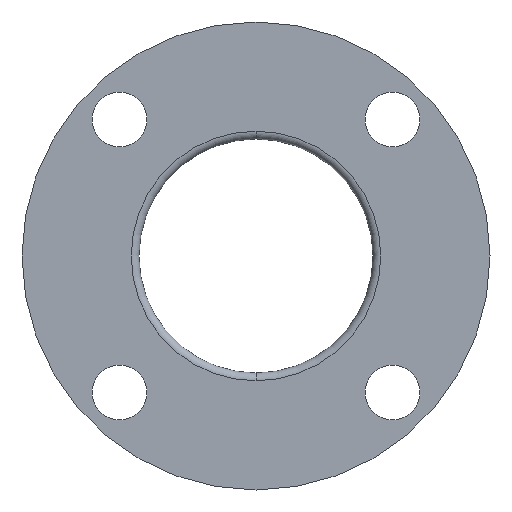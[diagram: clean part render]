
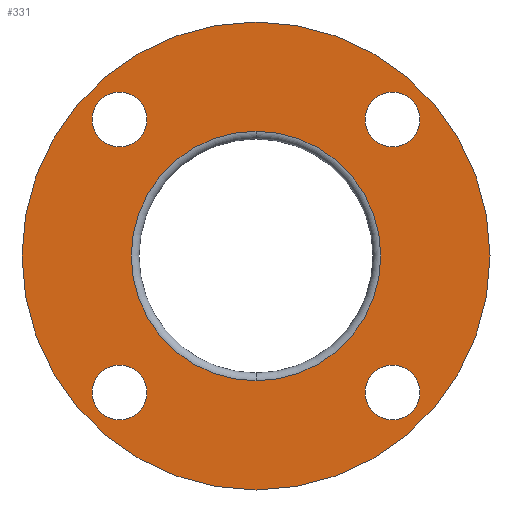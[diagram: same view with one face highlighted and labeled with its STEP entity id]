
A CAD part, front view. The second image highlights one B-rep face of the part: STEP entity #331.
In plain terms, the highlighted planar face has unit normal (0, -1, 0).
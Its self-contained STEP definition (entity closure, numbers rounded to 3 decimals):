
#3 = AXIS2_PLACEMENT_3D ( 'NONE', #324, #352, #338 ) ;
#7 = ORIENTED_EDGE ( 'NONE', *, *, #253, .T. ) ;
#8 = VERTEX_POINT ( 'NONE', #378 ) ;
#12 = DIRECTION ( 'NONE',  ( 0., 0., 1. ) ) ;
#13 = CARTESIAN_POINT ( 'NONE',  ( 17.5, -4.5, -17.5 ) ) ;
#18 = ORIENTED_EDGE ( 'NONE', *, *, #441, .F. ) ;
#24 = DIRECTION ( 'NONE',  ( 0., 0., 1. ) ) ;
#30 = CARTESIAN_POINT ( 'NONE',  ( 17.5, -4.5, 17.5 ) ) ;
#33 = CARTESIAN_POINT ( 'NONE',  ( 0., -4.5, 0. ) ) ;
#35 = CARTESIAN_POINT ( 'NONE',  ( 0., -4.5, 16. ) ) ;
#39 = VERTEX_POINT ( 'NONE', #658 ) ;
#44 = CARTESIAN_POINT ( 'NONE',  ( -17.5, -4.5, 21. ) ) ;
#54 = EDGE_LOOP ( 'NONE', ( #479, #467 ) ) ;
#59 = AXIS2_PLACEMENT_3D ( 'NONE', #117, #596, #458 ) ;
#63 = DIRECTION ( 'NONE',  ( 0., 0., 1. ) ) ;
#67 = VERTEX_POINT ( 'NONE', #369 ) ;
#71 = CIRCLE ( 'NONE', #576, 3.5 ) ;
#72 = EDGE_LOOP ( 'NONE', ( #18, #134 ) ) ;
#83 = DIRECTION ( 'NONE',  ( 0., 1., 0. ) ) ;
#88 = DIRECTION ( 'NONE',  ( 0., 0., 1. ) ) ;
#90 = DIRECTION ( 'NONE',  ( 0., 1., 0. ) ) ;
#91 = ORIENTED_EDGE ( 'NONE', *, *, #325, .T. ) ;
#99 = AXIS2_PLACEMENT_3D ( 'NONE', #209, #365, #701 ) ;
#101 = DIRECTION ( 'NONE',  ( 0., 1., 0. ) ) ;
#103 = VERTEX_POINT ( 'NONE', #423 ) ;
#105 = VERTEX_POINT ( 'NONE', #691 ) ;
#117 = CARTESIAN_POINT ( 'NONE',  ( 0., -4.5, 0. ) ) ;
#131 = DIRECTION ( 'NONE',  ( 0., 0., 1. ) ) ;
#134 = ORIENTED_EDGE ( 'NONE', *, *, #517, .F. ) ;
#137 = DIRECTION ( 'NONE',  ( 0., 1., 0. ) ) ;
#138 = DIRECTION ( 'NONE',  ( 0., 0., 1. ) ) ;
#139 = CARTESIAN_POINT ( 'NONE',  ( 0., -4.5, 0. ) ) ;
#142 = CIRCLE ( 'NONE', #3, 3.5 ) ;
#147 = CIRCLE ( 'NONE', #59, 16. ) ;
#151 = DIRECTION ( 'NONE',  ( 0., 0., 1. ) ) ;
#157 = FACE_BOUND ( 'NONE', #218, .T. ) ;
#162 = CARTESIAN_POINT ( 'NONE',  ( -17.5, -4.5, -21. ) ) ;
#167 = ORIENTED_EDGE ( 'NONE', *, *, #364, .T. ) ;
#172 = EDGE_CURVE ( 'NONE', #39, #223, #490, .T. ) ;
#181 = FACE_BOUND ( 'NONE', #553, .T. ) ;
#185 = EDGE_CURVE ( 'NONE', #273, #103, #147, .T. ) ;
#209 = CARTESIAN_POINT ( 'NONE',  ( -17.5, -4.5, -17.5 ) ) ;
#218 = EDGE_LOOP ( 'NONE', ( #442, #561 ) ) ;
#223 = VERTEX_POINT ( 'NONE', #162 ) ;
#228 = DIRECTION ( 'NONE',  ( 0., 0., 1. ) ) ;
#231 = AXIS2_PLACEMENT_3D ( 'NONE', #13, #232, #138 ) ;
#232 = DIRECTION ( 'NONE',  ( 0., 1., 0. ) ) ;
#235 = AXIS2_PLACEMENT_3D ( 'NONE', #267, #101, #251 ) ;
#249 = DIRECTION ( 'NONE',  ( 0., 1., 0. ) ) ;
#251 = DIRECTION ( 'NONE',  ( 0., 0., 1. ) ) ;
#253 = EDGE_CURVE ( 'NONE', #67, #652, #392, .T. ) ;
#262 = CARTESIAN_POINT ( 'NONE',  ( 0., -4.5, 0. ) ) ;
#267 = CARTESIAN_POINT ( 'NONE',  ( -17.5, -4.5, 17.5 ) ) ;
#273 = VERTEX_POINT ( 'NONE', #35 ) ;
#300 = VERTEX_POINT ( 'NONE', #420 ) ;
#303 = CARTESIAN_POINT ( 'NONE',  ( 0., -4.5, 0. ) ) ;
#324 = CARTESIAN_POINT ( 'NONE',  ( 17.5, -4.5, 17.5 ) ) ;
#325 = EDGE_CURVE ( 'NONE', #652, #67, #699, .T. ) ;
#331 = ADVANCED_FACE ( 'NONE', ( #651, #355, #372, #157, #429, #181 ), #412, .F. ) ;
#332 = DIRECTION ( 'NONE',  ( 0., 1., 0. ) ) ;
#338 = DIRECTION ( 'NONE',  ( 0., 0., 1. ) ) ;
#352 = DIRECTION ( 'NONE',  ( 0., 1., 0. ) ) ;
#355 = FACE_BOUND ( 'NONE', #54, .T. ) ;
#363 = DIRECTION ( 'NONE',  ( 0., 1., 0. ) ) ;
#364 = EDGE_CURVE ( 'NONE', #223, #39, #437, .T. ) ;
#365 = DIRECTION ( 'NONE',  ( 0., 1., 0. ) ) ;
#366 = VERTEX_POINT ( 'NONE', #697 ) ;
#369 = CARTESIAN_POINT ( 'NONE',  ( -17.5, -4.5, 14. ) ) ;
#371 = AXIS2_PLACEMENT_3D ( 'NONE', #33, #90, #151 ) ;
#372 = FACE_BOUND ( 'NONE', #692, .T. ) ;
#377 = EDGE_CURVE ( 'NONE', #103, #273, #450, .T. ) ;
#378 = CARTESIAN_POINT ( 'NONE',  ( 17.5, -4.5, 14. ) ) ;
#380 = AXIS2_PLACEMENT_3D ( 'NONE', #30, #421, #63 ) ;
#382 = ORIENTED_EDGE ( 'NONE', *, *, #721, .T. ) ;
#383 = EDGE_CURVE ( 'NONE', #8, #105, #142, .T. ) ;
#392 = CIRCLE ( 'NONE', #235, 3.5 ) ;
#408 = CARTESIAN_POINT ( 'NONE',  ( -17.5, -4.5, -17.5 ) ) ;
#412 = PLANE ( 'NONE',  #628 ) ;
#418 = CIRCLE ( 'NONE', #380, 3.5 ) ;
#420 = CARTESIAN_POINT ( 'NONE',  ( 17.5, -4.5, -14. ) ) ;
#421 = DIRECTION ( 'NONE',  ( 0., 1., 0. ) ) ;
#423 = CARTESIAN_POINT ( 'NONE',  ( 0., -4.5, -16. ) ) ;
#429 = FACE_BOUND ( 'NONE', #430, .T. ) ;
#430 = EDGE_LOOP ( 'NONE', ( #461, #382 ) ) ;
#437 = CIRCLE ( 'NONE', #661, 3.5 ) ;
#438 = DIRECTION ( 'NONE',  ( 0., 1., 0. ) ) ;
#441 = EDGE_CURVE ( 'NONE', #656, #366, #593, .T. ) ;
#442 = ORIENTED_EDGE ( 'NONE', *, *, #655, .T. ) ;
#450 = CIRCLE ( 'NONE', #696, 16. ) ;
#456 = DIRECTION ( 'NONE',  ( 0., 0., 1. ) ) ;
#458 = DIRECTION ( 'NONE',  ( 0., 0., 1. ) ) ;
#461 = ORIENTED_EDGE ( 'NONE', *, *, #383, .T. ) ;
#465 = CARTESIAN_POINT ( 'NONE',  ( 0., -4.5, -30. ) ) ;
#467 = ORIENTED_EDGE ( 'NONE', *, *, #185, .T. ) ;
#477 = VERTEX_POINT ( 'NONE', #616 ) ;
#479 = ORIENTED_EDGE ( 'NONE', *, *, #377, .T. ) ;
#489 = AXIS2_PLACEMENT_3D ( 'NONE', #139, #249, #12 ) ;
#490 = CIRCLE ( 'NONE', #99, 3.5 ) ;
#501 = AXIS2_PLACEMENT_3D ( 'NONE', #638, #363, #88 ) ;
#513 = CIRCLE ( 'NONE', #489, 30. ) ;
#517 = EDGE_CURVE ( 'NONE', #366, #656, #513, .T. ) ;
#541 = ORIENTED_EDGE ( 'NONE', *, *, #172, .T. ) ;
#542 = EDGE_CURVE ( 'NONE', #300, #477, #71, .T. ) ;
#553 = EDGE_LOOP ( 'NONE', ( #7, #91 ) ) ;
#561 = ORIENTED_EDGE ( 'NONE', *, *, #542, .T. ) ;
#576 = AXIS2_PLACEMENT_3D ( 'NONE', #700, #332, #131 ) ;
#593 = CIRCLE ( 'NONE', #371, 30. ) ;
#596 = DIRECTION ( 'NONE',  ( 0., 1., 0. ) ) ;
#597 = CIRCLE ( 'NONE', #231, 3.5 ) ;
#616 = CARTESIAN_POINT ( 'NONE',  ( 17.5, -4.5, -21. ) ) ;
#628 = AXIS2_PLACEMENT_3D ( 'NONE', #262, #137, #24 ) ;
#638 = CARTESIAN_POINT ( 'NONE',  ( -17.5, -4.5, 17.5 ) ) ;
#651 = FACE_OUTER_BOUND ( 'NONE', #72, .T. ) ;
#652 = VERTEX_POINT ( 'NONE', #44 ) ;
#655 = EDGE_CURVE ( 'NONE', #477, #300, #597, .T. ) ;
#656 = VERTEX_POINT ( 'NONE', #465 ) ;
#658 = CARTESIAN_POINT ( 'NONE',  ( -17.5, -4.5, -14. ) ) ;
#661 = AXIS2_PLACEMENT_3D ( 'NONE', #408, #83, #228 ) ;
#691 = CARTESIAN_POINT ( 'NONE',  ( 17.5, -4.5, 21. ) ) ;
#692 = EDGE_LOOP ( 'NONE', ( #167, #541 ) ) ;
#696 = AXIS2_PLACEMENT_3D ( 'NONE', #303, #438, #456 ) ;
#697 = CARTESIAN_POINT ( 'NONE',  ( 0., -4.5, 30. ) ) ;
#699 = CIRCLE ( 'NONE', #501, 3.5 ) ;
#700 = CARTESIAN_POINT ( 'NONE',  ( 17.5, -4.5, -17.5 ) ) ;
#701 = DIRECTION ( 'NONE',  ( 0., 0., 1. ) ) ;
#721 = EDGE_CURVE ( 'NONE', #105, #8, #418, .T. ) ;
